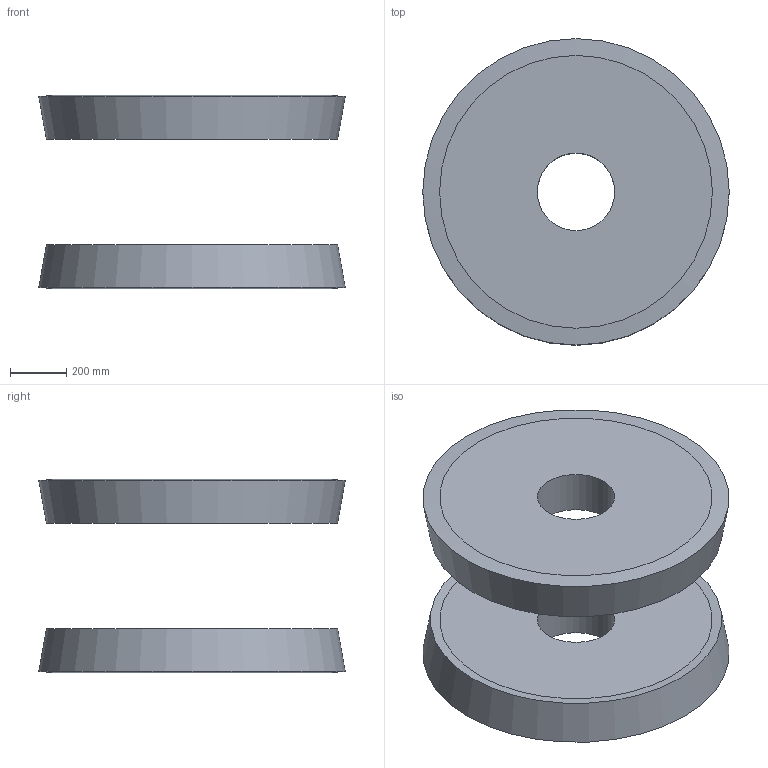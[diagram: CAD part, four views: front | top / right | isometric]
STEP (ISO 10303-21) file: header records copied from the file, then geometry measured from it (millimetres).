
FILE_DESCRIPTION(('FreeCAD Model'),'2;1');
FILE_NAME('divertor.step', '2020-02-01T00:29:51',('Author'),(''), 'Open CASCADE STEP processor 7.3','FreeCAD','Unknown');
FILE_SCHEMA(('AUTOMOTIVE_DESIGN { 1 0 10303 214 1 1 1 1 }'));
Length unit declared in the file: millimetre
Products named in the file (2): Open_CASCADE_STEP_translator_7.3_5; Open_CASCADE_STEP_translator_7.3_4
Bounding box: 1089.1 x 1089.1 x 688.45 mm (x, y, z)
Volume: 253466177.5 mm3; surface area: 4601658.5 mm2
Topology: 2 solids, 2 shells, 12 faces, 20 edges, 12 vertices
Faces by surface type: revolution 4, plane 4, cylinder 2, cone 2
Full cylindrical faces by diameter (mm): 275.2 x2
Entity records: 1379 total; most frequent: CARTESIAN_POINT 881, DIRECTION 90, ORIENTED_EDGE 40, PCURVE 40, DEFINITIONAL_REPRESENTATION 40, LINE 36, VECTOR 36, AXIS2_PLACEMENT_3D 21
